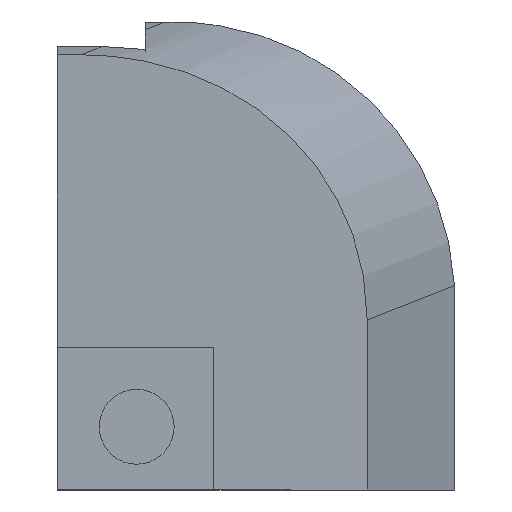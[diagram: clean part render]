
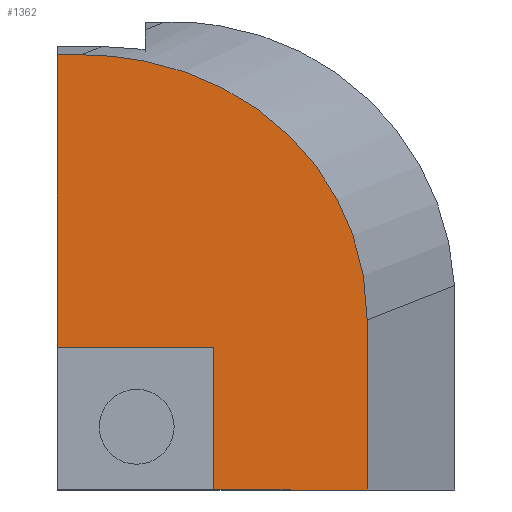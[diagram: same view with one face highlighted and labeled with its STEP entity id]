
A CAD part, front view. The second image highlights one B-rep face of the part: STEP entity #1362.
In plain terms, the highlighted planar face has unit normal (0, -1, 0).
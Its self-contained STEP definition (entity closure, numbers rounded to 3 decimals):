
#56 = DIRECTION ( 'NONE',  ( -1., 0., 0. ) ) ;
#60 = ORIENTED_EDGE ( 'NONE', *, *, #222, .F. ) ;
#66 = VERTEX_POINT ( 'NONE', #1260 ) ;
#104 = ORIENTED_EDGE ( 'NONE', *, *, #1441, .F. ) ;
#105 = DIRECTION ( 'NONE',  ( 0., 0., -1. ) ) ;
#153 = FACE_OUTER_BOUND ( 'NONE', #1099, .T. ) ;
#161 = CARTESIAN_POINT ( 'NONE',  ( 8.906, -34.518, 72.441 ) ) ;
#163 = CARTESIAN_POINT ( 'NONE',  ( 18.073, -34.518, 53.564 ) ) ;
#169 = CARTESIAN_POINT ( 'NONE',  ( 7.156, -34.518, 51.608 ) ) ;
#183 = CARTESIAN_POINT ( 'NONE',  ( -4.01, -34.518, 41.441 ) ) ;
#215 = ORIENTED_EDGE ( 'NONE', *, *, #1298, .T. ) ;
#220 = CARTESIAN_POINT ( 'NONE',  ( 18.073, -34.518, 53.564 ) ) ;
#222 = EDGE_CURVE ( 'NONE', #500, #822, #501, .T. ) ;
#247 = EDGE_CURVE ( 'NONE', #574, #66, #1069, .T. ) ;
#248 = ORIENTED_EDGE ( 'NONE', *, *, #1035, .F. ) ;
#273 = ORIENTED_EDGE ( 'NONE', *, *, #1303, .T. ) ;
#301 = VECTOR ( 'NONE', #105, 1000. ) ;
#324 = CARTESIAN_POINT ( 'NONE',  ( 18.073, -34.518, 64.777 ) ) ;
#330 = LINE ( 'NONE', #1087, #301 ) ;
#346 = ORIENTED_EDGE ( 'NONE', *, *, #247, .T. ) ;
#367 = VECTOR ( 'NONE', #851, 1000. ) ;
#372 = EDGE_CURVE ( 'NONE', #982, #745, #1127, .T. ) ;
#381 = DIRECTION ( 'NONE',  ( 0., 0., -1. ) ) ;
#387 = DIRECTION ( 'NONE',  ( 0., -1., 0. ) ) ;
#410 = DIRECTION ( 'NONE',  ( 0., 0., -1. ) ) ;
#425 = LINE ( 'NONE', #1320, #1447 ) ;
#473 = CARTESIAN_POINT ( 'NONE',  ( -4.01, -34.518, 72.441 ) ) ;
#490 = CARTESIAN_POINT ( 'NONE',  ( 7.156, -34.518, -167.892 ) ) ;
#496 = LINE ( 'NONE', #490, #1155 ) ;
#500 = VERTEX_POINT ( 'NONE', #1045 ) ;
#501 = LINE ( 'NONE', #183, #598 ) ;
#574 = VERTEX_POINT ( 'NONE', #1309 ) ;
#598 = VECTOR ( 'NONE', #1285, 1000. ) ;
#665 = ORIENTED_EDGE ( 'NONE', *, *, #372, .T. ) ;
#668 = CARTESIAN_POINT ( 'NONE',  ( 9.805, -34.518, 72.441 ) ) ;
#670 = DIRECTION ( 'NONE',  ( -1., 0., 0. ) ) ;
#675 = VECTOR ( 'NONE', #56, 1000. ) ;
#745 = VERTEX_POINT ( 'NONE', #780 ) ;
#780 = CARTESIAN_POINT ( 'NONE',  ( -2.291, -34.518, 72.441 ) ) ;
#822 = VERTEX_POINT ( 'NONE', #473 ) ;
#844 = CARTESIAN_POINT ( 'NONE',  ( 8.906, -34.518, 41.441 ) ) ;
#851 = DIRECTION ( 'NONE',  ( 1., 0., 0. ) ) ;
#982 = VERTEX_POINT ( 'NONE', #163 ) ;
#983 = CARTESIAN_POINT ( 'NONE',  ( -2.291, -34.518, 72.441 ) ) ;
#1035 = EDGE_CURVE ( 'NONE', #982, #66, #330, .T. ) ;
#1042 = PLANE ( 'NONE',  #1133 ) ;
#1045 = CARTESIAN_POINT ( 'NONE',  ( -4.01, -34.518, 51.608 ) ) ;
#1069 = LINE ( 'NONE', #844, #367 ) ;
#1070 = LINE ( 'NONE', #161, #675 ) ;
#1087 = CARTESIAN_POINT ( 'NONE',  ( 18.073, -34.518, 46.941 ) ) ;
#1099 = EDGE_LOOP ( 'NONE', ( #273, #346, #248, #665, #215, #60, #104 ) ) ;
#1127 =( BOUNDED_CURVE ( )  B_SPLINE_CURVE ( 3, ( #220, #324, #668, #983 ),
 .UNSPECIFIED., .F., .F. ) 
 B_SPLINE_CURVE_WITH_KNOTS ( ( 4, 4 ),
 ( 2.802, 4.302 ),
 .UNSPECIFIED. ) 
 CURVE ( )  GEOMETRIC_REPRESENTATION_ITEM ( )  RATIONAL_B_SPLINE_CURVE ( ( 1., 0.821, 0.821, 1. ) ) 
 REPRESENTATION_ITEM ( '' )  );
#1133 = AXIS2_PLACEMENT_3D ( 'NONE', #1286, #387, #381 ) ;
#1155 = VECTOR ( 'NONE', #410, 1000. ) ;
#1260 = CARTESIAN_POINT ( 'NONE',  ( 18.073, -34.518, 41.441 ) ) ;
#1285 = DIRECTION ( 'NONE',  ( 0., 0., 1. ) ) ;
#1286 = CARTESIAN_POINT ( 'NONE',  ( 8.906, -34.518, 41.441 ) ) ;
#1298 = EDGE_CURVE ( 'NONE', #745, #822, #1070, .T. ) ;
#1303 = EDGE_CURVE ( 'NONE', #1360, #574, #496, .T. ) ;
#1309 = CARTESIAN_POINT ( 'NONE',  ( 7.156, -34.518, 41.441 ) ) ;
#1320 = CARTESIAN_POINT ( 'NONE',  ( 7.156, -34.518, 51.608 ) ) ;
#1360 = VERTEX_POINT ( 'NONE', #169 ) ;
#1362 = ADVANCED_FACE ( 'NONE', ( #153 ), #1042, .T. ) ;
#1441 = EDGE_CURVE ( 'NONE', #1360, #500, #425, .T. ) ;
#1447 = VECTOR ( 'NONE', #670, 1000. ) ;
